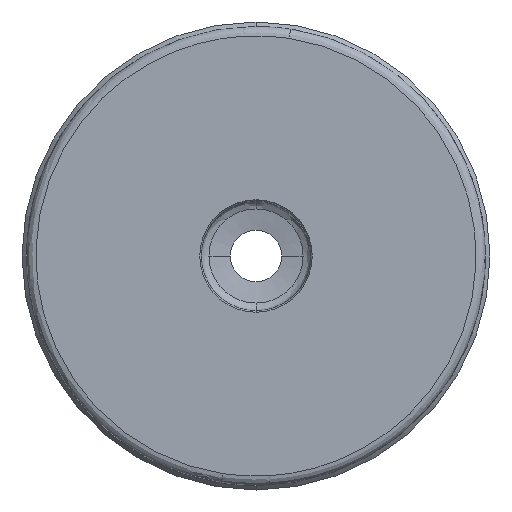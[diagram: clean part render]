
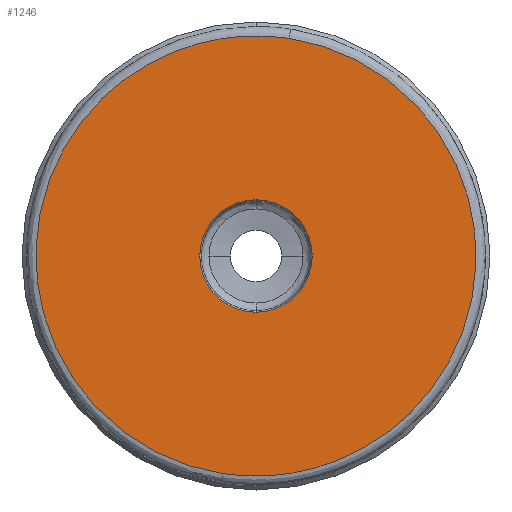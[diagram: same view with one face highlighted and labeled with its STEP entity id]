
A CAD part, front view. The second image highlights one B-rep face of the part: STEP entity #1246.
In plain terms, the highlighted planar face has unit normal (0, -1, 0).
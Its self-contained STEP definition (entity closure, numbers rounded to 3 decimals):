
#152 = CARTESIAN_POINT ( 'NONE',  ( -3.546, -1.654, -23.231 ) ) ;
#206 = EDGE_CURVE ( 'NONE', #1744, #2557, #3648, .T. ) ;
#320 = CARTESIAN_POINT ( 'NONE',  ( 42.915, -1.654, -30.324 ) ) ;
#424 = EDGE_LOOP ( 'NONE', ( #1031, #2425 ) ) ;
#464 = FACE_BOUND ( 'NONE', #1709, .T. ) ;
#509 = FACE_OUTER_BOUND ( 'NONE', #424, .T. ) ;
#719 = CARTESIAN_POINT ( 'NONE',  ( 3.546, -1.654, 23.231 ) ) ;
#754 = CARTESIAN_POINT ( 'NONE',  ( -3.546, -1.654, -23.231 ) ) ;
#1031 = ORIENTED_EDGE ( 'NONE', *, *, #3537, .F. ) ;
#1246 = ADVANCED_FACE ( 'NONE', ( #464, #509 ), #2812, .F. ) ;
#1278 =( BOUNDED_CURVE ( )  B_SPLINE_CURVE ( 3, ( #1684, #1724, #1732, #1737 ),
 .UNSPECIFIED., .F., .T. ) 
 B_SPLINE_CURVE_WITH_KNOTS ( ( 4, 4 ),
 ( 0., 1. ),
 .UNSPECIFIED. ) 
 CURVE ( )  GEOMETRIC_REPRESENTATION_ITEM ( )  RATIONAL_B_SPLINE_CURVE ( ( 1., 0.333, 0.333, 1. ) ) 
 REPRESENTATION_ITEM ( '' )  );
#1347 = CIRCLE ( 'NONE', #1716, 6. ) ;
#1531 = AXIS2_PLACEMENT_3D ( 'NONE', #1929, #1921, #3140 ) ;
#1571 = CARTESIAN_POINT ( 'NONE',  ( 0., -1.654, -6. ) ) ;
#1684 = CARTESIAN_POINT ( 'NONE',  ( -3.546, -1.654, -23.231 ) ) ;
#1709 = EDGE_LOOP ( 'NONE', ( #2487, #3635 ) ) ;
#1713 = VERTEX_POINT ( 'NONE', #1811 ) ;
#1716 = AXIS2_PLACEMENT_3D ( 'NONE', #1882, #1870, #1862 ) ;
#1724 = CARTESIAN_POINT ( 'NONE',  ( -50.008, -1.654, -16.138 ) ) ;
#1732 = CARTESIAN_POINT ( 'NONE',  ( -42.915, -1.654, 30.324 ) ) ;
#1737 = CARTESIAN_POINT ( 'NONE',  ( 3.546, -1.654, 23.231 ) ) ;
#1744 = VERTEX_POINT ( 'NONE', #3235 ) ;
#1811 = CARTESIAN_POINT ( 'NONE',  ( 0., -1.654, 6. ) ) ;
#1862 = DIRECTION ( 'NONE',  ( 0., 0., 1. ) ) ;
#1870 = DIRECTION ( 'NONE',  ( 0., -1., 0. ) ) ;
#1882 = CARTESIAN_POINT ( 'NONE',  ( 0., -1.654, 0. ) ) ;
#1921 = DIRECTION ( 'NONE',  ( 0., -1., 0. ) ) ;
#1929 = CARTESIAN_POINT ( 'NONE',  ( 0., -1.654, 0. ) ) ;
#2168 = VERTEX_POINT ( 'NONE', #1571 ) ;
#2425 = ORIENTED_EDGE ( 'NONE', *, *, #206, .F. ) ;
#2487 = ORIENTED_EDGE ( 'NONE', *, *, #2856, .F. ) ;
#2557 = VERTEX_POINT ( 'NONE', #754 ) ;
#2812 = PLANE ( 'NONE',  #3580 ) ;
#2856 = EDGE_CURVE ( 'NONE', #1713, #2168, #3565, .T. ) ;
#2876 = EDGE_CURVE ( 'NONE', #2168, #1713, #1347, .T. ) ;
#2928 = CARTESIAN_POINT ( 'NONE',  ( 5.931, -1.654, -0.905 ) ) ;
#2938 = DIRECTION ( 'NONE',  ( 0., 1., 0. ) ) ;
#2941 = DIRECTION ( 'NONE',  ( 0., 0., 1. ) ) ;
#3044 = CARTESIAN_POINT ( 'NONE',  ( 50.008, -1.654, 16.138 ) ) ;
#3140 = DIRECTION ( 'NONE',  ( 0., 0., 1. ) ) ;
#3235 = CARTESIAN_POINT ( 'NONE',  ( 3.546, -1.654, 23.231 ) ) ;
#3537 = EDGE_CURVE ( 'NONE', #2557, #1744, #1278, .T. ) ;
#3565 = CIRCLE ( 'NONE', #1531, 6. ) ;
#3580 = AXIS2_PLACEMENT_3D ( 'NONE', #2928, #2938, #2941 ) ;
#3635 = ORIENTED_EDGE ( 'NONE', *, *, #2876, .F. ) ;
#3648 =( BOUNDED_CURVE ( )  B_SPLINE_CURVE ( 3, ( #719, #3044, #320, #152 ),
 .UNSPECIFIED., .F., .T. ) 
 B_SPLINE_CURVE_WITH_KNOTS ( ( 4, 4 ),
 ( 0., 1. ),
 .UNSPECIFIED. ) 
 CURVE ( )  GEOMETRIC_REPRESENTATION_ITEM ( )  RATIONAL_B_SPLINE_CURVE ( ( 1., 0.333, 0.333, 1. ) ) 
 REPRESENTATION_ITEM ( '' )  );
